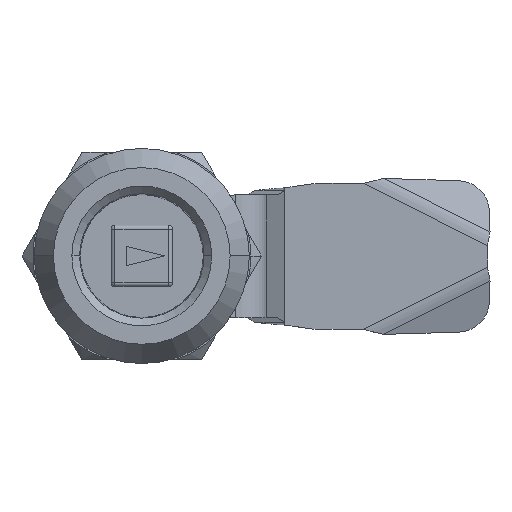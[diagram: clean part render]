
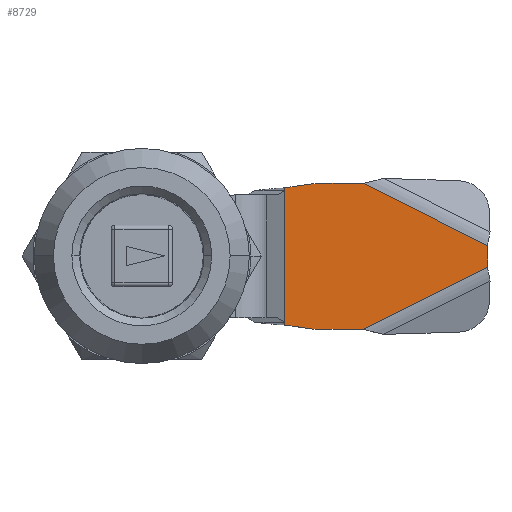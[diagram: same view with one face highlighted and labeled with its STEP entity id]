
A CAD part, top view. The second image highlights one B-rep face of the part: STEP entity #8729.
In plain terms, the highlighted planar face has unit normal (0, 0, 1).
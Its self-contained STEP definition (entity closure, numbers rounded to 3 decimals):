
#626 = CIRCLE ( 'NONE', #17299, 4. ) ;
#1038 = ORIENTED_EDGE ( 'NONE', *, *, #17812, .T. ) ;
#1343 = CARTESIAN_POINT ( 'NONE',  ( 28.825, -59.5, -12. ) ) ;
#1619 = CARTESIAN_POINT ( 'NONE',  ( 22.792, -55.5, -12. ) ) ;
#1732 = CARTESIAN_POINT ( 'NONE',  ( -8.283, -50., -12. ) ) ;
#2099 = ORIENTED_EDGE ( 'NONE', *, *, #3376, .T. ) ;
#2121 = DIRECTION ( 'NONE',  ( 1., 0., 0. ) ) ;
#2391 = VERTEX_POINT ( 'NONE', #25240 ) ;
#2880 = LINE ( 'NONE', #12270, #6923 ) ;
#3007 = ORIENTED_EDGE ( 'NONE', *, *, #29056, .F. ) ;
#3123 = CARTESIAN_POINT ( 'NONE',  ( 22.211, -59.458, -12. ) ) ;
#3355 = VERTEX_POINT ( 'NONE', #18766 ) ;
#3376 = EDGE_CURVE ( 'NONE', #29393, #2391, #25963, .T. ) ;
#3503 = VECTOR ( 'NONE', #17254, 1000. ) ;
#3972 = VECTOR ( 'NONE', #9305, 1000. ) ;
#4332 = DIRECTION ( 'NONE',  ( 1., 0., 0. ) ) ;
#4377 = CARTESIAN_POINT ( 'NONE',  ( 22.792, -40.5, -12. ) ) ;
#4406 = ORIENTED_EDGE ( 'NONE', *, *, #13419, .F. ) ;
#4689 = EDGE_CURVE ( 'NONE', #18176, #7430, #19603, .T. ) ;
#4830 = CARTESIAN_POINT ( 'NONE',  ( 22.5, -40.5, -12. ) ) ;
#5198 = CARTESIAN_POINT ( 'NONE',  ( 45., -51.413, -12. ) ) ;
#5413 = LINE ( 'NONE', #21676, #20738 ) ;
#5416 = LINE ( 'NONE', #26730, #18260 ) ;
#5456 = VERTEX_POINT ( 'NONE', #4377 ) ;
#5474 = DIRECTION ( 'NONE',  ( 0., -1., 0. ) ) ;
#6652 = FACE_OUTER_BOUND ( 'NONE', #7198, .T. ) ;
#6923 = VECTOR ( 'NONE', #28784, 1000. ) ;
#7077 = EDGE_CURVE ( 'NONE', #18176, #2391, #2880, .T. ) ;
#7086 = ORIENTED_EDGE ( 'NONE', *, *, #13278, .T. ) ;
#7198 = EDGE_LOOP ( 'NONE', ( #8724, #29248, #7086, #13497, #2099, #8918, #21718, #3007, #1038, #4406 ) ) ;
#7430 = VERTEX_POINT ( 'NONE', #29097 ) ;
#7767 = VERTEX_POINT ( 'NONE', #1343 ) ;
#8200 = DIRECTION ( 'NONE',  ( -1., 0., 0. ) ) ;
#8724 = ORIENTED_EDGE ( 'NONE', *, *, #18137, .F. ) ;
#8729 = ADVANCED_FACE ( 'NONE', ( #6652 ), #16009, .F. ) ;
#8918 = ORIENTED_EDGE ( 'NONE', *, *, #7077, .F. ) ;
#9305 = DIRECTION ( 'NONE',  ( 0.989, 0.145, 0. ) ) ;
#10842 = AXIS2_PLACEMENT_3D ( 'NONE', #1619, #16188, #20912 ) ;
#11118 = DIRECTION ( 'NONE',  ( 0., 0., -1. ) ) ;
#11904 = CARTESIAN_POINT ( 'NONE',  ( 2.939, -72.443, -12. ) ) ;
#12270 = CARTESIAN_POINT ( 'NONE',  ( 22.5, -59.5, -12. ) ) ;
#13278 = EDGE_CURVE ( 'NONE', #5456, #3355, #626, .T. ) ;
#13419 = EDGE_CURVE ( 'NONE', #22362, #29826, #29086, .T. ) ;
#13497 = ORIENTED_EDGE ( 'NONE', *, *, #21105, .F. ) ;
#13580 = CARTESIAN_POINT ( 'NONE',  ( 28.825, -40.5, -12. ) ) ;
#13791 = CARTESIAN_POINT ( 'NONE',  ( 22.792, -44.5, -12. ) ) ;
#13892 = LINE ( 'NONE', #11904, #28578 ) ;
#14351 = CARTESIAN_POINT ( 'NONE',  ( 18.623, -50., -12. ) ) ;
#14493 = DIRECTION ( 'NONE',  ( 0.894, -0.447, 0. ) ) ;
#16009 = PLANE ( 'NONE',  #26999 ) ;
#16188 = DIRECTION ( 'NONE',  ( 0., 0., 1. ) ) ;
#17100 = CARTESIAN_POINT ( 'NONE',  ( 45., -48.587, -12. ) ) ;
#17254 = DIRECTION ( 'NONE',  ( 1., 0., 0. ) ) ;
#17299 = AXIS2_PLACEMENT_3D ( 'NONE', #13791, #23125, #2121 ) ;
#17812 = EDGE_CURVE ( 'NONE', #7767, #29826, #13892, .T. ) ;
#18137 = EDGE_CURVE ( 'NONE', #28489, #22362, #5413, .T. ) ;
#18176 = VERTEX_POINT ( 'NONE', #3123 ) ;
#18260 = VECTOR ( 'NONE', #8200, 1000. ) ;
#18766 = CARTESIAN_POINT ( 'NONE',  ( 22.211, -40.542, -12. ) ) ;
#19603 = CIRCLE ( 'NONE', #10842, 4. ) ;
#20738 = VECTOR ( 'NONE', #14493, 1000. ) ;
#20912 = DIRECTION ( 'NONE',  ( 1., 0., 0. ) ) ;
#21105 = EDGE_CURVE ( 'NONE', #29393, #3355, #25978, .T. ) ;
#21676 = CARTESIAN_POINT ( 'NONE',  ( 2.939, -27.557, -12. ) ) ;
#21698 = LINE ( 'NONE', #24595, #3503 ) ;
#21718 = ORIENTED_EDGE ( 'NONE', *, *, #4689, .T. ) ;
#22362 = VERTEX_POINT ( 'NONE', #17100 ) ;
#22386 = EDGE_CURVE ( 'NONE', #5456, #28489, #21698, .T. ) ;
#22885 = CARTESIAN_POINT ( 'NONE',  ( 18.623, -41.069, -12. ) ) ;
#23125 = DIRECTION ( 'NONE',  ( 0., 0., 1. ) ) ;
#23669 = DIRECTION ( 'NONE',  ( 0., -1., 0. ) ) ;
#24595 = CARTESIAN_POINT ( 'NONE',  ( 45., -40.5, -12. ) ) ;
#25240 = CARTESIAN_POINT ( 'NONE',  ( 18.623, -58.931, -12. ) ) ;
#25361 = DIRECTION ( 'NONE',  ( 0.894, 0.447, 0. ) ) ;
#25963 = LINE ( 'NONE', #14351, #27891 ) ;
#25978 = LINE ( 'NONE', #4830, #3972 ) ;
#26470 = CARTESIAN_POINT ( 'NONE',  ( 45., -59.5, -12. ) ) ;
#26730 = CARTESIAN_POINT ( 'NONE',  ( 45., -59.5, -12. ) ) ;
#26999 = AXIS2_PLACEMENT_3D ( 'NONE', #1732, #11118, #4332 ) ;
#27891 = VECTOR ( 'NONE', #23669, 1000. ) ;
#28489 = VERTEX_POINT ( 'NONE', #13580 ) ;
#28530 = VECTOR ( 'NONE', #5474, 1000. ) ;
#28578 = VECTOR ( 'NONE', #25361, 1000. ) ;
#28784 = DIRECTION ( 'NONE',  ( -0.989, 0.145, 0. ) ) ;
#29056 = EDGE_CURVE ( 'NONE', #7767, #7430, #5416, .T. ) ;
#29086 = LINE ( 'NONE', #26470, #28530 ) ;
#29097 = CARTESIAN_POINT ( 'NONE',  ( 22.792, -59.5, -12. ) ) ;
#29248 = ORIENTED_EDGE ( 'NONE', *, *, #22386, .F. ) ;
#29393 = VERTEX_POINT ( 'NONE', #22885 ) ;
#29826 = VERTEX_POINT ( 'NONE', #5198 ) ;
